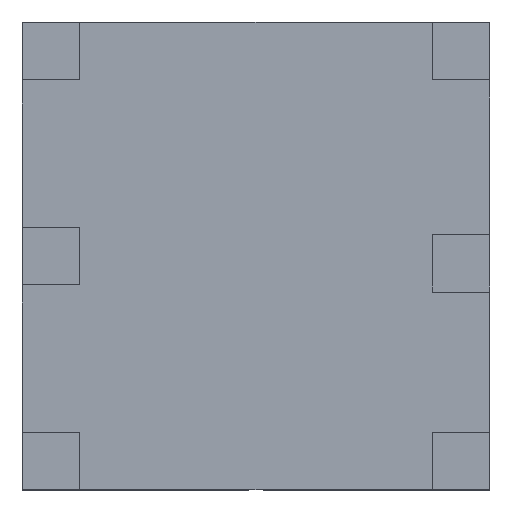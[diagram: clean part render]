
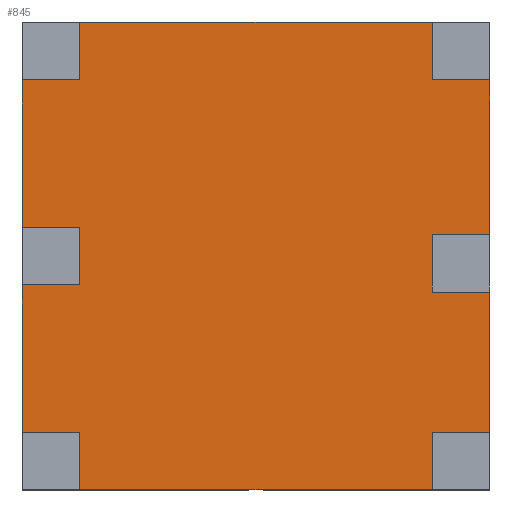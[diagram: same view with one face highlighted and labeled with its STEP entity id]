
A CAD part, top view. The second image highlights one B-rep face of the part: STEP entity #845.
In plain terms, the highlighted planar face has unit normal (0, 0, 1).
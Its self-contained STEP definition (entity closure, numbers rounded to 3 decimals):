
#46=FACE_OUTER_BOUND('',#91,.T.);
#91=EDGE_LOOP('',(#654,#655,#656,#657,#658,#659,#660,#661,#662,#663,#664,
#665,#666,#667,#668,#669,#670,#671,#672,#673));
#153=LINE('',#1235,#266);
#157=LINE('',#1243,#270);
#172=LINE('',#1277,#285);
#175=LINE('',#1285,#288);
#179=LINE('',#1293,#292);
#182=LINE('',#1299,#295);
#186=LINE('',#1307,#299);
#187=LINE('',#1309,#300);
#188=LINE('',#1311,#301);
#189=LINE('',#1313,#302);
#190=LINE('',#1315,#303);
#191=LINE('',#1316,#304);
#192=LINE('',#1318,#305);
#193=LINE('',#1320,#306);
#194=LINE('',#1321,#307);
#195=LINE('',#1323,#308);
#196=LINE('',#1324,#309);
#197=LINE('',#1326,#310);
#198=LINE('',#1328,#311);
#199=LINE('',#1329,#312);
#266=VECTOR('',#997,10.);
#270=VECTOR('',#1001,10.);
#285=VECTOR('',#1030,10.);
#288=VECTOR('',#1037,10.);
#292=VECTOR('',#1043,10.);
#295=VECTOR('',#1048,10.);
#299=VECTOR('',#1056,10.);
#300=VECTOR('',#1057,10.);
#301=VECTOR('',#1058,10.);
#302=VECTOR('',#1059,10.);
#303=VECTOR('',#1060,10.);
#304=VECTOR('',#1061,10.);
#305=VECTOR('',#1062,10.);
#306=VECTOR('',#1063,10.);
#307=VECTOR('',#1064,10.);
#308=VECTOR('',#1065,10.);
#309=VECTOR('',#1066,10.);
#310=VECTOR('',#1067,10.);
#311=VECTOR('',#1068,10.);
#312=VECTOR('',#1069,10.);
#371=VERTEX_POINT('',#1232);
#372=VERTEX_POINT('',#1234);
#375=VERTEX_POINT('',#1240);
#376=VERTEX_POINT('',#1242);
#387=VERTEX_POINT('',#1274);
#388=VERTEX_POINT('',#1276);
#390=VERTEX_POINT('',#1283);
#391=VERTEX_POINT('',#1284);
#394=VERTEX_POINT('',#1292);
#396=VERTEX_POINT('',#1298);
#398=VERTEX_POINT('',#1306);
#399=VERTEX_POINT('',#1308);
#400=VERTEX_POINT('',#1310);
#401=VERTEX_POINT('',#1312);
#402=VERTEX_POINT('',#1314);
#403=VERTEX_POINT('',#1317);
#404=VERTEX_POINT('',#1319);
#405=VERTEX_POINT('',#1322);
#406=VERTEX_POINT('',#1325);
#407=VERTEX_POINT('',#1327);
#460=EDGE_CURVE('',#372,#371,#153,.T.);
#464=EDGE_CURVE('',#376,#375,#157,.T.);
#481=EDGE_CURVE('',#388,#387,#172,.T.);
#485=EDGE_CURVE('',#390,#391,#175,.T.);
#489=EDGE_CURVE('',#391,#394,#179,.T.);
#492=EDGE_CURVE('',#394,#396,#182,.T.);
#496=EDGE_CURVE('',#396,#398,#186,.T.);
#497=EDGE_CURVE('',#398,#399,#187,.T.);
#498=EDGE_CURVE('',#399,#400,#188,.T.);
#499=EDGE_CURVE('',#400,#401,#189,.T.);
#500=EDGE_CURVE('',#401,#402,#190,.T.);
#501=EDGE_CURVE('',#402,#376,#191,.T.);
#502=EDGE_CURVE('',#375,#403,#192,.T.);
#503=EDGE_CURVE('',#403,#404,#193,.T.);
#504=EDGE_CURVE('',#404,#372,#194,.T.);
#505=EDGE_CURVE('',#371,#405,#195,.T.);
#506=EDGE_CURVE('',#405,#388,#196,.T.);
#507=EDGE_CURVE('',#387,#406,#197,.T.);
#508=EDGE_CURVE('',#406,#407,#198,.T.);
#509=EDGE_CURVE('',#407,#390,#199,.T.);
#654=ORIENTED_EDGE('',*,*,#485,.T.);
#655=ORIENTED_EDGE('',*,*,#489,.T.);
#656=ORIENTED_EDGE('',*,*,#492,.T.);
#657=ORIENTED_EDGE('',*,*,#496,.T.);
#658=ORIENTED_EDGE('',*,*,#497,.T.);
#659=ORIENTED_EDGE('',*,*,#498,.T.);
#660=ORIENTED_EDGE('',*,*,#499,.T.);
#661=ORIENTED_EDGE('',*,*,#500,.T.);
#662=ORIENTED_EDGE('',*,*,#501,.T.);
#663=ORIENTED_EDGE('',*,*,#464,.T.);
#664=ORIENTED_EDGE('',*,*,#502,.T.);
#665=ORIENTED_EDGE('',*,*,#503,.T.);
#666=ORIENTED_EDGE('',*,*,#504,.T.);
#667=ORIENTED_EDGE('',*,*,#460,.T.);
#668=ORIENTED_EDGE('',*,*,#505,.T.);
#669=ORIENTED_EDGE('',*,*,#506,.T.);
#670=ORIENTED_EDGE('',*,*,#481,.T.);
#671=ORIENTED_EDGE('',*,*,#507,.T.);
#672=ORIENTED_EDGE('',*,*,#508,.T.);
#673=ORIENTED_EDGE('',*,*,#509,.T.);
#804=PLANE('',#907);
#845=ADVANCED_FACE('',(#46),#804,.T.);
#907=AXIS2_PLACEMENT_3D('',#1305,#1054,#1055);
#997=DIRECTION('',(0.,1.,0.));
#1001=DIRECTION('',(0.,1.,0.));
#1030=DIRECTION('',(-1.,0.,0.));
#1037=DIRECTION('',(1.,0.,0.));
#1043=DIRECTION('',(0.,-1.,0.));
#1048=DIRECTION('',(-1.,0.,0.));
#1054=DIRECTION('center_axis',(0.,0.,1.));
#1055=DIRECTION('ref_axis',(1.,0.,0.));
#1056=DIRECTION('',(0.,-1.,0.));
#1057=DIRECTION('',(1.,0.,0.));
#1058=DIRECTION('',(0.,-1.,0.));
#1059=DIRECTION('',(1.,0.,0.));
#1060=DIRECTION('',(0.,1.,0.));
#1061=DIRECTION('',(1.,0.,0.));
#1062=DIRECTION('',(-1.,0.,0.));
#1063=DIRECTION('',(0.,1.,0.));
#1064=DIRECTION('',(1.,0.,0.));
#1065=DIRECTION('',(-1.,0.,0.));
#1066=DIRECTION('',(0.,1.,0.));
#1067=DIRECTION('',(0.,-1.,0.));
#1068=DIRECTION('',(-1.,0.,0.));
#1069=DIRECTION('',(0.,-1.,0.));
#1232=CARTESIAN_POINT('',(65.,57.,3.));
#1234=CARTESIAN_POINT('',(65.,35.5,3.));
#1235=CARTESIAN_POINT('',(65.,0.,3.));
#1240=CARTESIAN_POINT('',(65.,27.5,3.));
#1242=CARTESIAN_POINT('',(65.,8.,3.));
#1243=CARTESIAN_POINT('',(65.,0.,3.));
#1274=CARTESIAN_POINT('',(8.,65.,3.));
#1276=CARTESIAN_POINT('',(57.,65.,3.));
#1277=CARTESIAN_POINT('',(65.,65.,3.));
#1283=CARTESIAN_POINT('',(0.,36.5,3.));
#1284=CARTESIAN_POINT('',(8.,36.5,3.));
#1285=CARTESIAN_POINT('',(20.25,36.5,3.));
#1292=CARTESIAN_POINT('',(8.,28.5,3.));
#1293=CARTESIAN_POINT('',(8.,30.5,3.));
#1298=CARTESIAN_POINT('',(0.,28.5,3.));
#1299=CARTESIAN_POINT('',(16.25,28.5,3.));
#1305=CARTESIAN_POINT('Origin',(32.5,32.5,3.));
#1306=CARTESIAN_POINT('',(0.,8.,3.));
#1307=CARTESIAN_POINT('',(0.,65.,3.));
#1308=CARTESIAN_POINT('',(8.,8.,3.));
#1309=CARTESIAN_POINT('',(20.25,8.,3.));
#1310=CARTESIAN_POINT('',(8.,0.,3.));
#1311=CARTESIAN_POINT('',(8.,16.25,3.));
#1312=CARTESIAN_POINT('',(57.,0.,3.));
#1313=CARTESIAN_POINT('',(0.,0.,3.));
#1314=CARTESIAN_POINT('',(57.,8.,3.));
#1315=CARTESIAN_POINT('',(57.,20.25,3.));
#1316=CARTESIAN_POINT('',(48.75,8.,3.));
#1317=CARTESIAN_POINT('',(57.,27.5,3.));
#1318=CARTESIAN_POINT('',(44.75,27.5,3.));
#1319=CARTESIAN_POINT('',(57.,35.5,3.));
#1320=CARTESIAN_POINT('',(57.,34.,3.));
#1321=CARTESIAN_POINT('',(48.75,35.5,3.));
#1322=CARTESIAN_POINT('',(57.,57.,3.));
#1323=CARTESIAN_POINT('',(44.75,57.,3.));
#1324=CARTESIAN_POINT('',(57.,48.75,3.));
#1325=CARTESIAN_POINT('',(8.,57.,3.));
#1326=CARTESIAN_POINT('',(8.,44.75,3.));
#1327=CARTESIAN_POINT('',(0.,57.,3.));
#1328=CARTESIAN_POINT('',(16.25,57.,3.));
#1329=CARTESIAN_POINT('',(0.,65.,3.));
